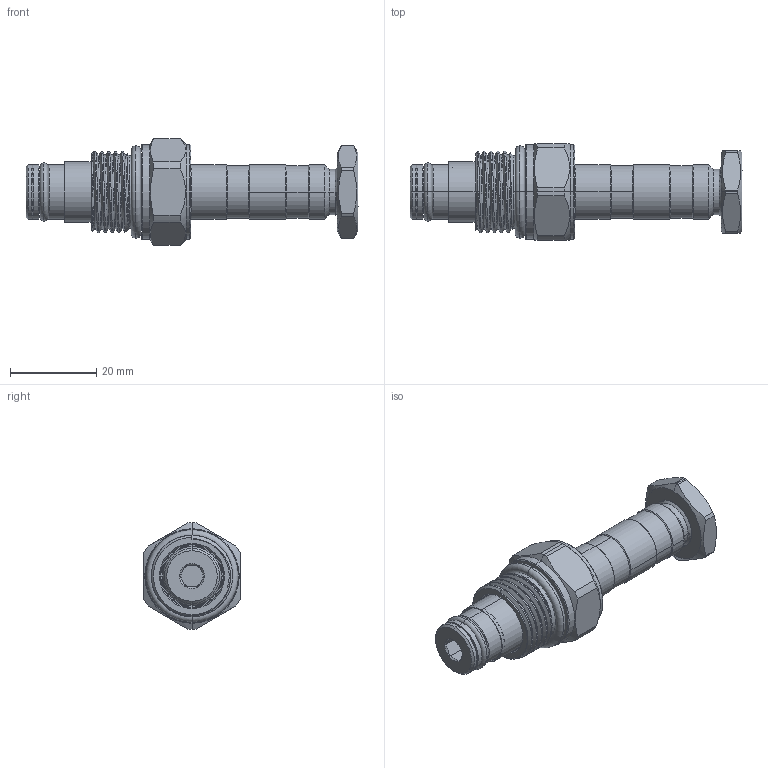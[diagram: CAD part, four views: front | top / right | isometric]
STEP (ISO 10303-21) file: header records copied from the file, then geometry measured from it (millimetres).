
FILE_DESCRIPTION (( 'STEP AP203' ), '1' );
FILE_NAME ('EP08W2H07N04.STEP', '2016-08-16T00:28:42', ( '' ), ( '' ), 'SwSTEP 2.0', 'SolidWorks 2012', '' );
FILE_SCHEMA (( 'CONFIG_CONTROL_DESIGN' ));
Length unit declared in the file: millimetre
Products named in the file (1): EP08W2H07N04
Bounding box: 76.83 x 22.22 x 24.65 mm (x, y, z)
Volume: 14977.8 mm3; surface area: 6592 mm2
Topology: 4 solids, 4 shells, 202 faces, 478 edges, 282 vertices
Faces by surface type: cylinder 69, plane 53, cone 38, torus 22, bspline 20
Entity records: 11075 total; most frequent: CARTESIAN_POINT 6603, ORIENTED_EDGE 932, DIRECTION 918, EDGE_CURVE 466, AXIS2_PLACEMENT_3D 386, VERTEX_POINT 282, EDGE_LOOP 218, CIRCLE 203
